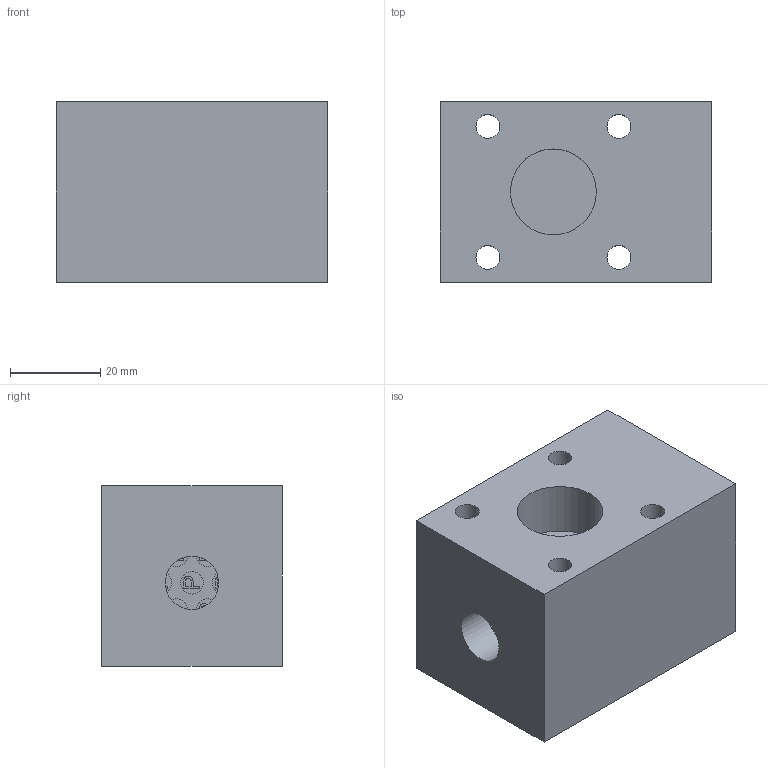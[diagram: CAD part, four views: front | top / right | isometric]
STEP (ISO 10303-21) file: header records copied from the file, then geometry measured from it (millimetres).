
FILE_DESCRIPTION((''),'2;1');
FILE_NAME('110 421 01.stp','2012-05-31T21:28:46',('HJ'),('AVAC Vacuumteknik AB'),'Autodesk Inventor 2012','Autodesk Inventor 2012','');
FILE_SCHEMA(('AUTOMOTIVE_DESIGN { 1 0 10303 214 1 1 1 1 }'));
Length unit declared in the file: millimetre
Products named in the file (1): 110 421 01
Bounding box: 60 x 40 x 40 mm (x, y, z)
Volume: 79570.4 mm3; surface area: 20345 mm2
Topology: 1 solids, 1 shells, 338 faces, 892 edges, 597 vertices
Faces by surface type: plane 186, bspline 98, cylinder 35, cone 19
Full cylindrical faces by diameter (mm): 5 x1, 5.3 x4, 6 x7, 8.566 x1, 11.8 x1, 14.4 x1, 19 x1, 30.5 x1
Entity records: 11330 total; most frequent: CARTESIAN_POINT 3311, ORIENTED_EDGE 1706, DIRECTION 1239, EDGE_CURVE 853, VERTEX_POINT 582, VECTOR 545, LINE 545, EDGE_LOOP 411
